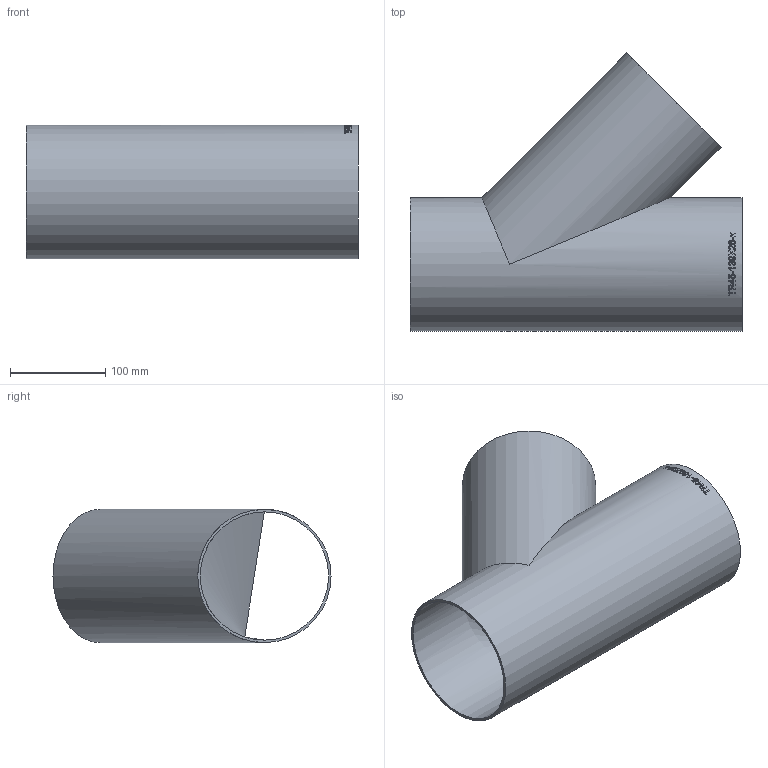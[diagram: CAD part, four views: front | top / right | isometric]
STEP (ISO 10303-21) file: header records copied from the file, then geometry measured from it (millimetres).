
FILE_DESCRIPTION (( 'STEP AP214' ), '1' );
FILE_NAME ('TR45-139X26-x T-Stück 45°geschweisst Ø139,7 L348 1911.STEP', '2019-11-14T10:43:06', ( '' ), ( '' ), 'SwSTEP 2.0', 'SolidWorks 2016', '' );
FILE_SCHEMA (( 'AUTOMOTIVE_DESIGN' ));
Length unit declared in the file: millimetre
Products named in the file (1): TR45-139X26-x T-Stück 45°geschweisst Ø139,7 L348  1911
Bounding box: 348 x 291.52 x 139.7 mm (x, y, z)
Volume: 524353.2 mm3; surface area: 406655.4 mm2
Topology: 1 solids, 1 shells, 188 faces, 513 edges, 342 vertices
Faces by surface type: bspline 107, plane 59, cylinder 22
Full cylindrical faces by diameter (mm): 134.5 x2, 139.7 x2
Entity records: 23452 total; most frequent: CARTESIAN_POINT 17719, ORIENTED_EDGE 998, EDGE_CURVE 499, DIRECTION 393, B_SPLINE_CURVE_WITH_KNOTS 338, VERTEX_POINT 336, EDGE_LOOP 213, FACE_OUTER_BOUND 191
